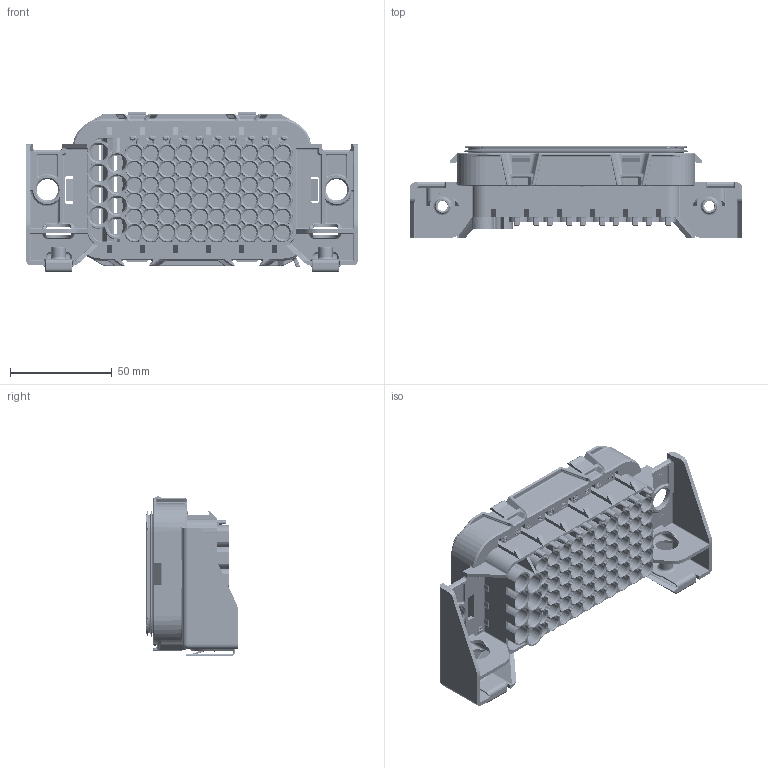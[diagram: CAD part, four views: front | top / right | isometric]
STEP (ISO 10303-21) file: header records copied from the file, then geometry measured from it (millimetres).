
FILE_DESCRIPTION((''),'2;1');
FILE_NAME('SC42-2034B-A001_NCF_SW0001','2025-06-04T14:44:42',('20077268'),(''),'CREO PARAMETRIC BY PTC INC, 2024014','CREO PARAMETRIC BY PTC INC, 2024014','');
FILE_SCHEMA(('CONFIG_CONTROL_DESIGN'));
Products named in the file (1): SC42-2034B-A001_NCF_SW0001
Bounding box: 163 x 45.6 x 78.76 mm (x, y, z)
Volume: 168454.8 mm3; surface area: 115176.7 mm2
Topology: 1 solids, 1 shells, 7800 faces, 19203 edges, 11554 vertices
Faces by surface type: plane 2336, cylinder 2168, cone 969, torus 914, extrusion 811, sphere 301, bspline 301
Entity records: 252611 total; most frequent: CARTESIAN_POINT 72256, ORIENTED_EDGE 38362, DIRECTION 36472, EDGE_CURVE 19181, AXIS2_PLACEMENT_3D 13202, VERTEX_POINT 11554, VECTOR 10068, LINE 9257
